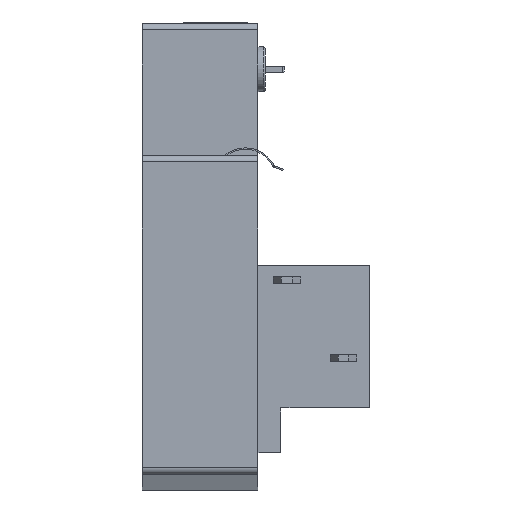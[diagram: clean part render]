
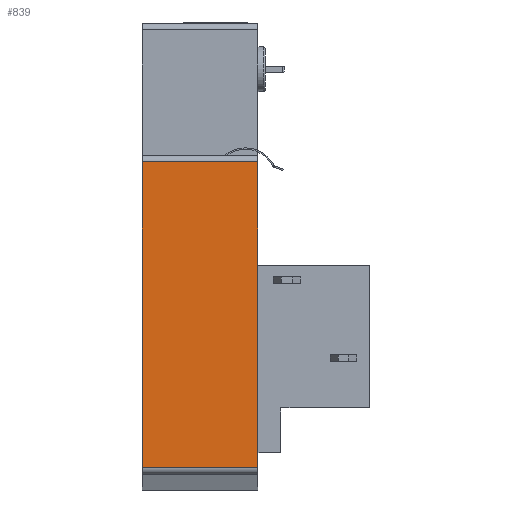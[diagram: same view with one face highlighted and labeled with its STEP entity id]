
A CAD part, front view. The second image highlights one B-rep face of the part: STEP entity #839.
In plain terms, the highlighted planar face has unit normal (0, -1, 0).
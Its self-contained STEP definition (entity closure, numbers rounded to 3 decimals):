
#839=ADVANCED_FACE('',(#2142),#2143,.T.);
#2142=FACE_OUTER_BOUND('',#4093,.T.);
#2143=PLANE('',#4094);
#4093=EDGE_LOOP('',(#7072,#7073,#7074,#7075));
#4094=AXIS2_PLACEMENT_3D('',#7076,#7077,#7078);
#7072=ORIENTED_EDGE('',*,*,#11969,.F.);
#7073=ORIENTED_EDGE('',*,*,#11967,.F.);
#7074=ORIENTED_EDGE('',*,*,#11941,.T.);
#7075=ORIENTED_EDGE('',*,*,#11970,.T.);
#7076=CARTESIAN_POINT('',(0.0,0.0,50.0));
#7077=DIRECTION('',(0.0,-1.0,0.0));
#7078=DIRECTION('',(-1.0,0.0,0.0));
#11941=EDGE_CURVE('',#14470,#14468,#14471,.T.);
#11967=EDGE_CURVE('',#14470,#14501,#14503,.T.);
#11969=EDGE_CURVE('',#14501,#14505,#14506,.T.);
#11970=EDGE_CURVE('',#14468,#14505,#14507,.T.);
#14468=VERTEX_POINT('',#18665);
#14470=VERTEX_POINT('',#18667);
#14471=LINE('',#18668,#18669);
#14501=VERTEX_POINT('',#18711);
#14503=LINE('',#18713,#18714);
#14505=VERTEX_POINT('',#18716);
#14506=LINE('',#18717,#18718);
#14507=LINE('',#18719,#18720);
#18665=CARTESIAN_POINT('',(0.0,0.0,3.4));
#18667=CARTESIAN_POINT('',(0.0,0.,50.));
#18668=CARTESIAN_POINT('',(0.0,0.0,50.0));
#18669=VECTOR('',#22681,1.0);
#18711=CARTESIAN_POINT('',(17.6,0.,50.));
#18713=CARTESIAN_POINT('',(0.0,0.,50.));
#18714=VECTOR('',#22709,1.0);
#18716=CARTESIAN_POINT('',(17.6,0.0,3.4));
#18717=CARTESIAN_POINT('',(17.6,0.0,50.0));
#18718=VECTOR('',#22710,1.0);
#18719=CARTESIAN_POINT('',(0.0,0.0,3.4));
#18720=VECTOR('',#22711,1.0);
#22681=DIRECTION('',(0.0,0.0,-1.0));
#22709=DIRECTION('',(1.0,-0.0,0.0));
#22710=DIRECTION('',(0.0,0.0,-1.0));
#22711=DIRECTION('',(1.0,-0.0,0.0));
